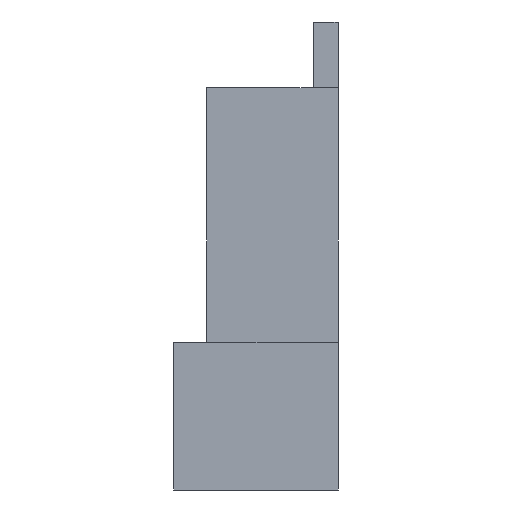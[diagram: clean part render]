
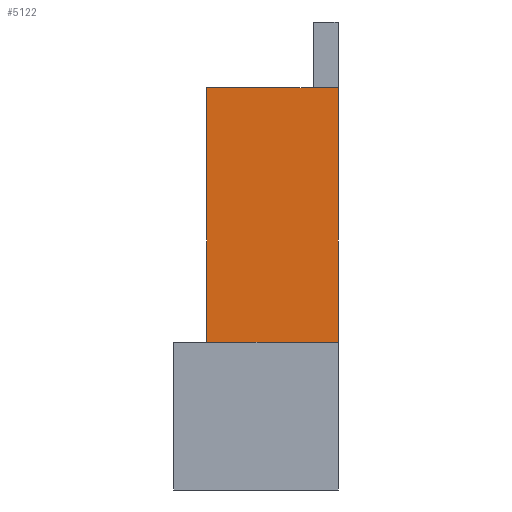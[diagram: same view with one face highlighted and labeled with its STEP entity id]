
A CAD part, left-side view. The second image highlights one B-rep face of the part: STEP entity #5122.
In plain terms, the highlighted planar face has unit normal (-1, 0, 0).
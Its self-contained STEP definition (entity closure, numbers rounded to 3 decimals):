
#21=FACE_OUTER_BOUND('',#277,.T.);
#277=EDGE_LOOP('',(#3352,#3353,#3354,#3355));
#546=LINE('',#6968,#1308);
#548=LINE('',#6972,#1310);
#550=LINE('',#6976,#1312);
#551=LINE('',#6977,#1313);
#1308=VECTOR('',#5681,10.);
#1310=VECTOR('',#5685,10.);
#1312=VECTOR('',#5689,10.);
#1313=VECTOR('',#5690,10.);
#2066=VERTEX_POINT('',#6965);
#2067=VERTEX_POINT('',#6967);
#2068=VERTEX_POINT('',#6971);
#2069=VERTEX_POINT('',#6975);
#2578=EDGE_CURVE('',#2067,#2066,#546,.T.);
#2580=EDGE_CURVE('',#2068,#2067,#548,.T.);
#2582=EDGE_CURVE('',#2069,#2066,#550,.T.);
#2583=EDGE_CURVE('',#2069,#2068,#551,.T.);
#3352=ORIENTED_EDGE('',*,*,#2580,.T.);
#3353=ORIENTED_EDGE('',*,*,#2578,.T.);
#3354=ORIENTED_EDGE('',*,*,#2582,.F.);
#3355=ORIENTED_EDGE('',*,*,#2583,.T.);
#4851=PLANE('',#5398);
#5122=ADVANCED_FACE('',(#21),#4851,.T.);
#5398=AXIS2_PLACEMENT_3D('',#6974,#5687,#5688);
#5681=DIRECTION('',(0.,0.,-1.));
#5685=DIRECTION('',(0.,1.,0.));
#5687=DIRECTION('center_axis',(-1.,0.,0.));
#5688=DIRECTION('ref_axis',(0.,0.,1.));
#5689=DIRECTION('',(0.,1.,0.));
#5690=DIRECTION('',(0.,0.,1.));
#6965=CARTESIAN_POINT('',(0.5,1.6,1.8));
#6967=CARTESIAN_POINT('',(0.5,1.6,4.9));
#6968=CARTESIAN_POINT('',(0.5,1.6,4.9));
#6971=CARTESIAN_POINT('',(0.5,0.,4.9));
#6972=CARTESIAN_POINT('',(0.5,0.,4.9));
#6974=CARTESIAN_POINT('Origin',(0.5,0.8,3.35));
#6975=CARTESIAN_POINT('',(0.5,0.,1.8));
#6976=CARTESIAN_POINT('',(0.5,0.9,1.8));
#6977=CARTESIAN_POINT('',(0.5,0.,1.8));
